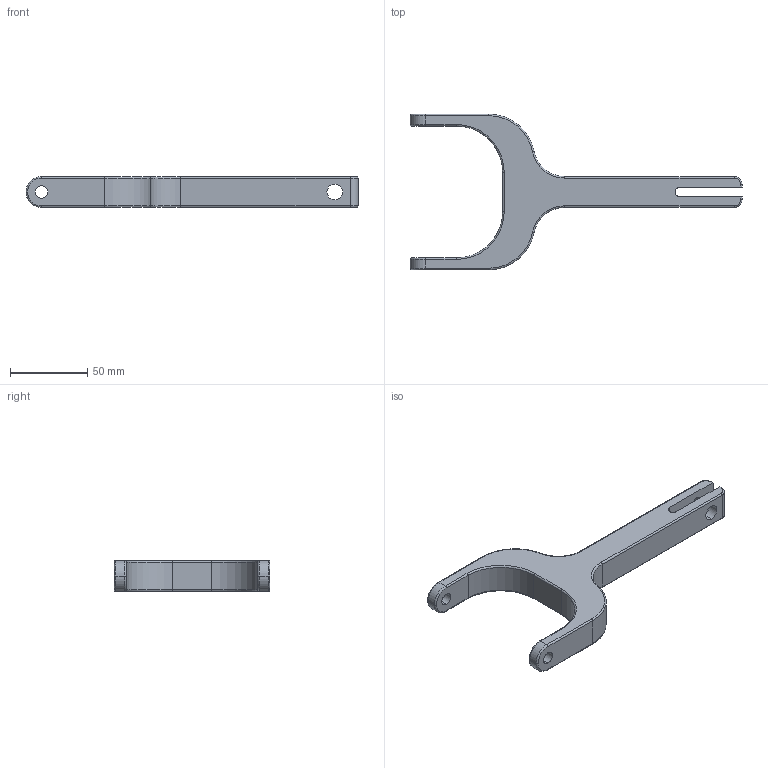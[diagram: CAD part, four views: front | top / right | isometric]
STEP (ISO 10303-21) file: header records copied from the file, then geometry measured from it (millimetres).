
FILE_DESCRIPTION (( 'STEP AP203' ), '1' );
FILE_NAME ('XWG0402-C-ALU-FOURCHETTE.STEP', '2024-04-25T14:42:20', ( '' ), ( '' ), 'SwSTEP 2.0', 'SolidWorks 2021', '' );
FILE_SCHEMA (( 'CONFIG_CONTROL_DESIGN' ));
Length unit declared in the file: millimetre
Products named in the file (1): XWG0402-C-ALU-FOURCHETTE
Bounding box: 215 x 100.8 x 20 mm (x, y, z)
Volume: 108664.8 mm3; surface area: 25835.3 mm2
Topology: 1 solids, 1 shells, 77 faces, 185 edges, 110 vertices
Faces by surface type: cylinder 40, torus 24, plane 13
Entity records: 2344 total; most frequent: DIRECTION 453, CARTESIAN_POINT 373, ORIENTED_EDGE 370, AXIS2_PLACEMENT_3D 190, EDGE_CURVE 185, CIRCLE 112, VERTEX_POINT 110, EDGE_LOOP 85
